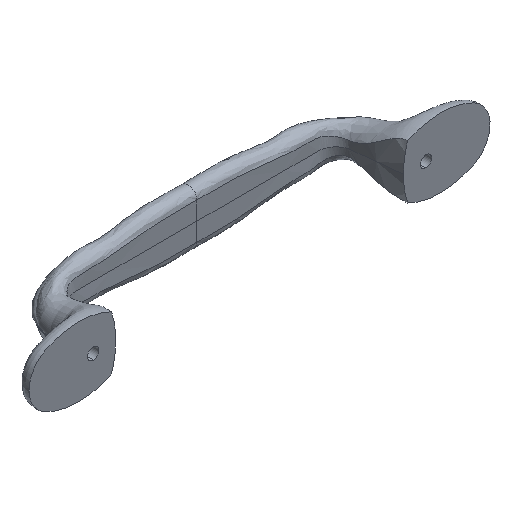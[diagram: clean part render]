
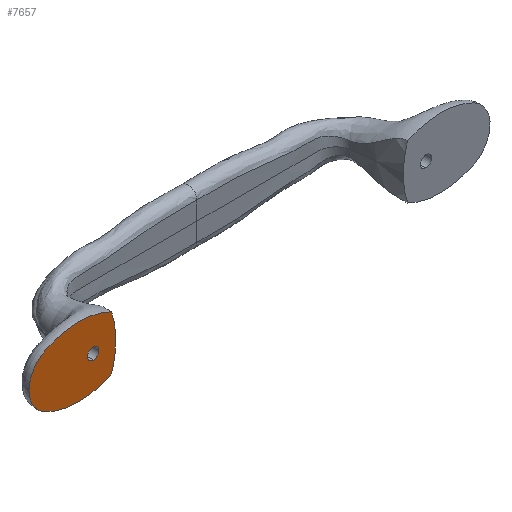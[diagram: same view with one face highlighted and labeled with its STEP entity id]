
A CAD part, isometric view. The second image highlights one B-rep face of the part: STEP entity #7657.
In plain terms, the highlighted planar face has unit normal (0, -1, 0).
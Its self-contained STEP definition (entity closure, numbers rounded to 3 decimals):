
#76 = EDGE_LOOP ( 'NONE', ( #2925, #7725 ) ) ;
#171 = DIRECTION ( 'NONE',  ( 0., -1., 0. ) ) ;
#194 = CIRCLE ( 'NONE', #8533, 21.342 ) ;
#457 = AXIS2_PLACEMENT_3D ( 'NONE', #4195, #5129, #8931 ) ;
#945 = ORIENTED_EDGE ( 'NONE', *, *, #1074, .T. ) ;
#1008 = VERTEX_POINT ( 'NONE', #2801 ) ;
#1074 = EDGE_CURVE ( 'NONE', #11457, #9539, #6990, .T. ) ;
#1132 = VERTEX_POINT ( 'NONE', #8284 ) ;
#1140 = FACE_OUTER_BOUND ( 'NONE', #10463, .T. ) ;
#1601 = DIRECTION ( 'NONE',  ( 0., -1., 0. ) ) ;
#1621 = AXIS2_PLACEMENT_3D ( 'NONE', #12076, #2678, #11271 ) ;
#1723 = CARTESIAN_POINT ( 'NONE',  ( -67.285, 0., 0. ) ) ;
#1757 = EDGE_CURVE ( 'NONE', #4741, #1008, #10174, .T. ) ;
#2120 = ORIENTED_EDGE ( 'NONE', *, *, #11377, .T. ) ;
#2433 = CARTESIAN_POINT ( 'NONE',  ( -42.7, 0., -7.774 ) ) ;
#2532 = DIRECTION ( 'NONE',  ( 0., 0., 1. ) ) ;
#2652 = DIRECTION ( 'NONE',  ( 0., 0., -1. ) ) ;
#2678 = DIRECTION ( 'NONE',  ( 0., -1., 0. ) ) ;
#2741 = DIRECTION ( 'NONE',  ( 0., 0., 1. ) ) ;
#2801 = CARTESIAN_POINT ( 'NONE',  ( -41.5, 0., 0. ) ) ;
#2861 = VERTEX_POINT ( 'NONE', #5424 ) ;
#2925 = ORIENTED_EDGE ( 'NONE', *, *, #6585, .T. ) ;
#2999 = DIRECTION ( 'NONE',  ( 0., -1., 0. ) ) ;
#3152 = AXIS2_PLACEMENT_3D ( 'NONE', #4082, #171, #7817 ) ;
#3714 = DIRECTION ( 'NONE',  ( 0., 1., 0. ) ) ;
#3761 = CIRCLE ( 'NONE', #3152, 8.679 ) ;
#3991 = ORIENTED_EDGE ( 'NONE', *, *, #10110, .T. ) ;
#4082 = CARTESIAN_POINT ( 'NONE',  ( -57.821, 0., 0. ) ) ;
#4195 = CARTESIAN_POINT ( 'NONE',  ( -48., 0., 0. ) ) ;
#4523 = CARTESIAN_POINT ( 'NONE',  ( -52.19, 0., 11.342 ) ) ;
#4741 = VERTEX_POINT ( 'NONE', #2433 ) ;
#4758 = AXIS2_PLACEMENT_3D ( 'NONE', #1723, #1601, #2532 ) ;
#4983 = VERTEX_POINT ( 'NONE', #12010 ) ;
#5129 = DIRECTION ( 'NONE',  ( 0., 1., 0. ) ) ;
#5424 = CARTESIAN_POINT ( 'NONE',  ( -48., 0., -1.65 ) ) ;
#5622 = CIRCLE ( 'NONE', #457, 1.65 ) ;
#5752 = AXIS2_PLACEMENT_3D ( 'NONE', #8508, #3714, #2652 ) ;
#5915 = ORIENTED_EDGE ( 'NONE', *, *, #8604, .T. ) ;
#6573 = DIRECTION ( 'NONE',  ( 0., -1., 0. ) ) ;
#6585 = EDGE_CURVE ( 'NONE', #2861, #1132, #5622, .T. ) ;
#6798 = DIRECTION ( 'NONE',  ( 0., 0., -1. ) ) ;
#6990 = CIRCLE ( 'NONE', #1621, 21.342 ) ;
#7608 = AXIS2_PLACEMENT_3D ( 'NONE', #10600, #2999, #6798 ) ;
#7657 = ADVANCED_FACE ( 'NONE', ( #11465, #1140 ), #8794, .T. ) ;
#7725 = ORIENTED_EDGE ( 'NONE', *, *, #9953, .T. ) ;
#7817 = DIRECTION ( 'NONE',  ( 0., 0., -1. ) ) ;
#8284 = CARTESIAN_POINT ( 'NONE',  ( -48., 0., 1.65 ) ) ;
#8330 = CIRCLE ( 'NONE', #5752, 1.65 ) ;
#8408 = DIRECTION ( 'NONE',  ( 0., -1., 0. ) ) ;
#8508 = CARTESIAN_POINT ( 'NONE',  ( -48., 0., 0. ) ) ;
#8533 = AXIS2_PLACEMENT_3D ( 'NONE', #4523, #6573, #12111 ) ;
#8604 = EDGE_CURVE ( 'NONE', #4983, #4741, #194, .T. ) ;
#8794 = PLANE ( 'NONE',  #7608 ) ;
#8931 = DIRECTION ( 'NONE',  ( 0., 0., -1. ) ) ;
#9286 = CARTESIAN_POINT ( 'NONE',  ( -67.285, 0., 0. ) ) ;
#9448 = CARTESIAN_POINT ( 'NONE',  ( -61.68, 0., 7.774 ) ) ;
#9539 = VERTEX_POINT ( 'NONE', #9448 ) ;
#9953 = EDGE_CURVE ( 'NONE', #1132, #2861, #8330, .T. ) ;
#10110 = EDGE_CURVE ( 'NONE', #1008, #11457, #12302, .T. ) ;
#10174 = CIRCLE ( 'NONE', #10767, 25.785 ) ;
#10463 = EDGE_LOOP ( 'NONE', ( #5915, #11395, #3991, #945, #2120 ) ) ;
#10600 = CARTESIAN_POINT ( 'NONE',  ( -55.005, 0., 5.671 ) ) ;
#10681 = CARTESIAN_POINT ( 'NONE',  ( -42.7, 0., 7.774 ) ) ;
#10767 = AXIS2_PLACEMENT_3D ( 'NONE', #9286, #8408, #2741 ) ;
#11271 = DIRECTION ( 'NONE',  ( 0., 0., 1. ) ) ;
#11377 = EDGE_CURVE ( 'NONE', #9539, #4983, #3761, .T. ) ;
#11395 = ORIENTED_EDGE ( 'NONE', *, *, #1757, .T. ) ;
#11457 = VERTEX_POINT ( 'NONE', #10681 ) ;
#11465 = FACE_BOUND ( 'NONE', #76, .T. ) ;
#12010 = CARTESIAN_POINT ( 'NONE',  ( -61.68, 0., -7.774 ) ) ;
#12076 = CARTESIAN_POINT ( 'NONE',  ( -52.19, 0., -11.342 ) ) ;
#12111 = DIRECTION ( 'NONE',  ( 0., 0., -1. ) ) ;
#12302 = CIRCLE ( 'NONE', #4758, 25.785 ) ;
